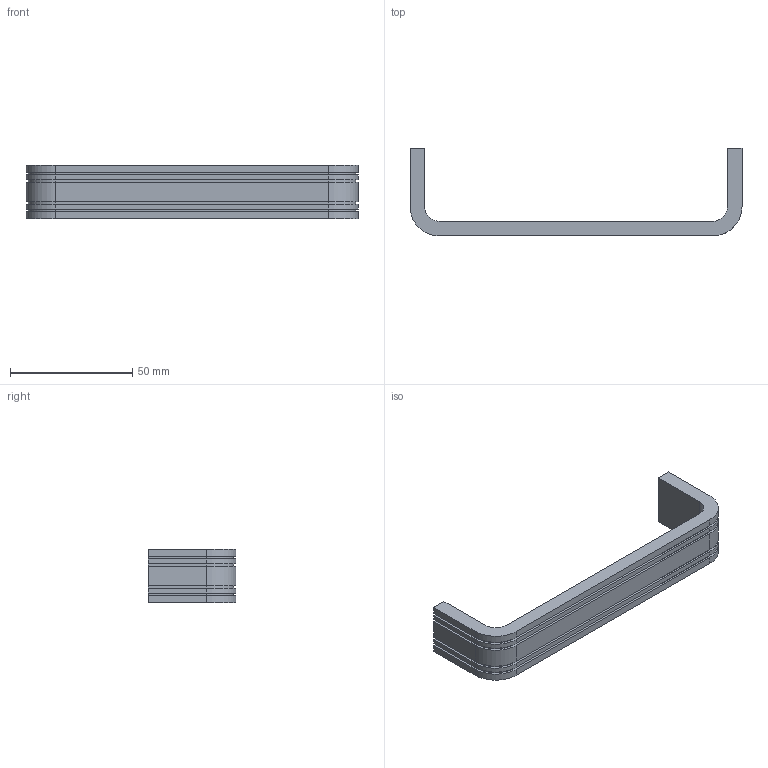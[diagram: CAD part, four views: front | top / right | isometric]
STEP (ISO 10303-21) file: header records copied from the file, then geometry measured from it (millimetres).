
FILE_DESCRIPTION((''),'2;1');
FILE_NAME('','2005-10-12T14:11:27',(''),(''),'','CADfix','');
FILE_SCHEMA(('AUTOMOTIVE_DESIGN'));
Length unit declared in the file: millimetre
Products named in the file (1): pull
Bounding box: 136 x 36 x 22 mm (x, y, z)
Volume: 23916.6 mm3; surface area: 12506.8 mm2
Topology: 1 solids, 1 shells, 68 faces, 200 edges, 136 vertices
Faces by surface type: bspline 68
Entity records: 2099 total; most frequent: CARTESIAN_POINT 945, ORIENTED_EDGE 400, EDGE_CURVE 200, QUASI_UNIFORM_CURVE 144, VERTEX_POINT 136, EDGE_LOOP 70, FACE_OUTER_BOUND 68, ADVANCED_FACE 68
